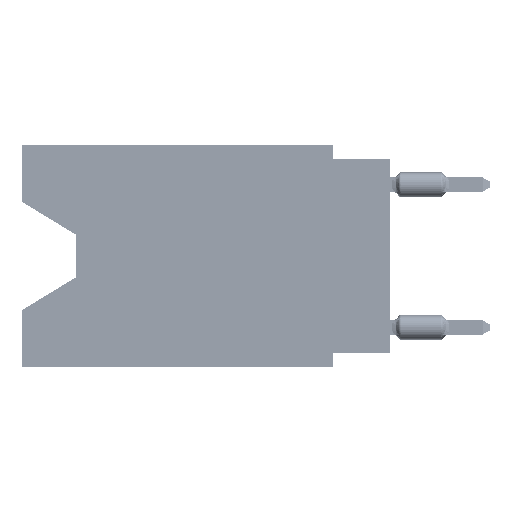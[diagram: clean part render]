
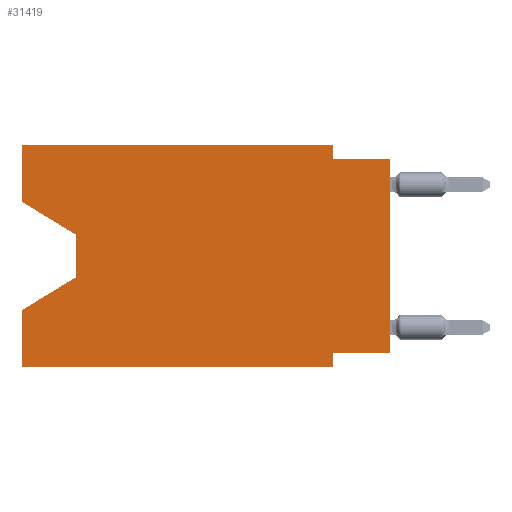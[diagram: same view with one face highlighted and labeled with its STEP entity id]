
A CAD part, left-side view. The second image highlights one B-rep face of the part: STEP entity #31419.
In plain terms, the highlighted planar face has unit normal (-1, 0, 0).
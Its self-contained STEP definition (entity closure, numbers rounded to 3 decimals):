
#536 = LINE ( 'NONE', #27799, #25354 ) ;
#891 = DIRECTION ( 'NONE',  ( 0., 0., -1. ) ) ;
#1434 = ORIENTED_EDGE ( 'NONE', *, *, #7766, .F. ) ;
#2438 = ORIENTED_EDGE ( 'NONE', *, *, #48529, .T. ) ;
#3022 = CARTESIAN_POINT ( 'NONE',  ( 0., 13.97, -5.893 ) ) ;
#3363 = LINE ( 'NONE', #3022, #58701 ) ;
#3410 = VECTOR ( 'NONE', #19366, 1000. ) ;
#3661 = CARTESIAN_POINT ( 'NONE',  ( 0., 16.383, 0. ) ) ;
#3876 = CARTESIAN_POINT ( 'NONE',  ( 0., 16.383, -9.906 ) ) ;
#4395 = CARTESIAN_POINT ( 'NONE',  ( 0., 13.97, -5.893 ) ) ;
#5335 = VECTOR ( 'NONE', #11603, 1000. ) ;
#5476 = DIRECTION ( 'NONE',  ( 0., 0., -1. ) ) ;
#6027 = EDGE_CURVE ( 'NONE', #52356, #22352, #21449, .T. ) ;
#6274 = ORIENTED_EDGE ( 'NONE', *, *, #19281, .T. ) ;
#6962 = ORIENTED_EDGE ( 'NONE', *, *, #40909, .F. ) ;
#7766 = EDGE_CURVE ( 'NONE', #57356, #51646, #17716, .T. ) ;
#8833 = AXIS2_PLACEMENT_3D ( 'NONE', #28153, #51386, #891 ) ;
#10963 = CARTESIAN_POINT ( 'NONE',  ( 0., 13.97, -4.013 ) ) ;
#11603 = DIRECTION ( 'NONE',  ( 0., 0., -1. ) ) ;
#12001 = EDGE_CURVE ( 'NONE', #50449, #59050, #32010, .T. ) ;
#12994 = VECTOR ( 'NONE', #20840, 1000. ) ;
#13148 = CARTESIAN_POINT ( 'NONE',  ( 0., 0., -9.271 ) ) ;
#13210 = VERTEX_POINT ( 'NONE', #65732 ) ;
#13634 = CARTESIAN_POINT ( 'NONE',  ( 0., 2.54, 0. ) ) ;
#13779 = CARTESIAN_POINT ( 'NONE',  ( 0., 16.383, 0. ) ) ;
#14220 = DIRECTION ( 'NONE',  ( 0., 0., 1. ) ) ;
#15017 = VECTOR ( 'NONE', #34428, 1000. ) ;
#16218 = DIRECTION ( 'NONE',  ( 0., 0., 1. ) ) ;
#16582 = CARTESIAN_POINT ( 'NONE',  ( 0., 0., 0. ) ) ;
#17716 = LINE ( 'NONE', #62397, #15017 ) ;
#18192 = LINE ( 'NONE', #50521, #46558 ) ;
#18253 = LINE ( 'NONE', #13148, #46654 ) ;
#19281 = EDGE_CURVE ( 'NONE', #50449, #22352, #536, .T. ) ;
#19366 = DIRECTION ( 'NONE',  ( 0., -0.855, -0.519 ) ) ;
#19674 = EDGE_CURVE ( 'NONE', #51646, #51657, #38978, .T. ) ;
#19736 = DIRECTION ( 'NONE',  ( 0., 0.855, -0.519 ) ) ;
#20840 = DIRECTION ( 'NONE',  ( 0., -1., 0. ) ) ;
#21449 = LINE ( 'NONE', #61387, #5335 ) ;
#22352 = VERTEX_POINT ( 'NONE', #59064 ) ;
#24904 = DIRECTION ( 'NONE',  ( 0., 0., -1. ) ) ;
#25354 = VECTOR ( 'NONE', #39068, 1000. ) ;
#26879 = ORIENTED_EDGE ( 'NONE', *, *, #70685, .F. ) ;
#27799 = CARTESIAN_POINT ( 'NONE',  ( 0., 16.383, -9.906 ) ) ;
#28153 = CARTESIAN_POINT ( 'NONE',  ( 0., 16.383, 0. ) ) ;
#28732 = VERTEX_POINT ( 'NONE', #4395 ) ;
#30059 = CARTESIAN_POINT ( 'NONE',  ( 0., 0., -0.635 ) ) ;
#31419 = ADVANCED_FACE ( 'NONE', ( #39055 ), #34325, .F. ) ;
#32010 = LINE ( 'NONE', #3661, #59470 ) ;
#34325 = PLANE ( 'NONE',  #8833 ) ;
#34428 = DIRECTION ( 'NONE',  ( 0., 0., 1. ) ) ;
#36060 = CARTESIAN_POINT ( 'NONE',  ( 0., 2.54, -9.271 ) ) ;
#36062 = ORIENTED_EDGE ( 'NONE', *, *, #12001, .F. ) ;
#36664 = EDGE_LOOP ( 'NONE', ( #66261, #55375, #44317, #36062, #6274, #52004, #38066, #2438, #26879, #6962, #56000, #1434 ) ) ;
#37177 = LINE ( 'NONE', #41559, #12994 ) ;
#37235 = EDGE_CURVE ( 'NONE', #57356, #69687, #58229, .T. ) ;
#38066 = ORIENTED_EDGE ( 'NONE', *, *, #61979, .F. ) ;
#38978 = LINE ( 'NONE', #13779, #64659 ) ;
#39055 = FACE_OUTER_BOUND ( 'NONE', #36664, .T. ) ;
#39068 = DIRECTION ( 'NONE',  ( 0., -1., 0. ) ) ;
#39325 = DIRECTION ( 'NONE',  ( 0., 1., 0. ) ) ;
#40909 = EDGE_CURVE ( 'NONE', #51657, #13210, #42671, .T. ) ;
#41055 = CARTESIAN_POINT ( 'NONE',  ( 0., 16.383, 0. ) ) ;
#41559 = CARTESIAN_POINT ( 'NONE',  ( 0., 0., -0.635 ) ) ;
#42299 = CARTESIAN_POINT ( 'NONE',  ( 0., 16.383, -2.546 ) ) ;
#42671 = LINE ( 'NONE', #13634, #65275 ) ;
#44317 = ORIENTED_EDGE ( 'NONE', *, *, #44540, .T. ) ;
#44482 = VERTEX_POINT ( 'NONE', #53159 ) ;
#44540 = EDGE_CURVE ( 'NONE', #28732, #59050, #3363, .T. ) ;
#44916 = LINE ( 'NONE', #16582, #49865 ) ;
#45647 = CARTESIAN_POINT ( 'NONE',  ( 0., 16.383, -7.36 ) ) ;
#46558 = VECTOR ( 'NONE', #5476, 1000. ) ;
#46654 = VECTOR ( 'NONE', #39325, 1000. ) ;
#47567 = CARTESIAN_POINT ( 'NONE',  ( 0., 2.54, 0. ) ) ;
#48529 = EDGE_CURVE ( 'NONE', #44482, #49186, #44916, .T. ) ;
#49186 = VERTEX_POINT ( 'NONE', #30059 ) ;
#49865 = VECTOR ( 'NONE', #16218, 1000. ) ;
#50449 = VERTEX_POINT ( 'NONE', #3876 ) ;
#50521 = CARTESIAN_POINT ( 'NONE',  ( 0., 13.97, -4.013 ) ) ;
#51386 = DIRECTION ( 'NONE',  ( 1., 0., 0. ) ) ;
#51475 = EDGE_CURVE ( 'NONE', #69687, #28732, #18192, .T. ) ;
#51646 = VERTEX_POINT ( 'NONE', #41055 ) ;
#51657 = VERTEX_POINT ( 'NONE', #47567 ) ;
#52004 = ORIENTED_EDGE ( 'NONE', *, *, #6027, .F. ) ;
#52356 = VERTEX_POINT ( 'NONE', #36060 ) ;
#53159 = CARTESIAN_POINT ( 'NONE',  ( 0., 0., -9.271 ) ) ;
#55375 = ORIENTED_EDGE ( 'NONE', *, *, #51475, .T. ) ;
#56000 = ORIENTED_EDGE ( 'NONE', *, *, #19674, .F. ) ;
#57356 = VERTEX_POINT ( 'NONE', #42299 ) ;
#58229 = LINE ( 'NONE', #68425, #3410 ) ;
#58471 = DIRECTION ( 'NONE',  ( 0., -1., 0. ) ) ;
#58701 = VECTOR ( 'NONE', #19736, 1000. ) ;
#59050 = VERTEX_POINT ( 'NONE', #45647 ) ;
#59064 = CARTESIAN_POINT ( 'NONE',  ( 0., 2.54, -9.906 ) ) ;
#59470 = VECTOR ( 'NONE', #14220, 1000. ) ;
#61387 = CARTESIAN_POINT ( 'NONE',  ( 0., 2.54, -9.906 ) ) ;
#61979 = EDGE_CURVE ( 'NONE', #44482, #52356, #18253, .T. ) ;
#62397 = CARTESIAN_POINT ( 'NONE',  ( 0., 16.383, 0. ) ) ;
#64659 = VECTOR ( 'NONE', #58471, 1000. ) ;
#65275 = VECTOR ( 'NONE', #24904, 1000. ) ;
#65732 = CARTESIAN_POINT ( 'NONE',  ( 0., 2.54, -0.635 ) ) ;
#66261 = ORIENTED_EDGE ( 'NONE', *, *, #37235, .T. ) ;
#68425 = CARTESIAN_POINT ( 'NONE',  ( 0., 16.383, -2.546 ) ) ;
#69687 = VERTEX_POINT ( 'NONE', #10963 ) ;
#70685 = EDGE_CURVE ( 'NONE', #13210, #49186, #37177, .T. ) ;
